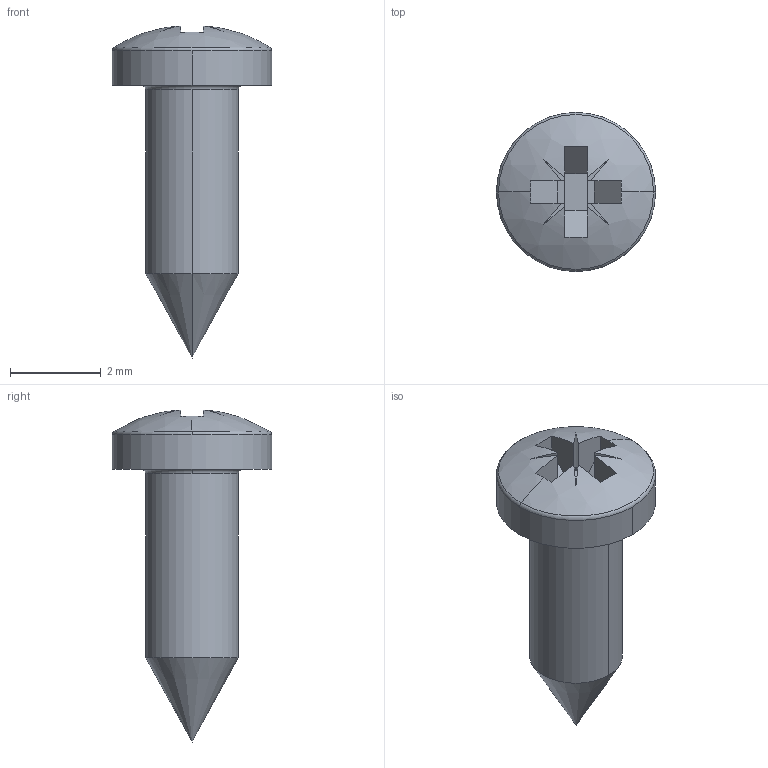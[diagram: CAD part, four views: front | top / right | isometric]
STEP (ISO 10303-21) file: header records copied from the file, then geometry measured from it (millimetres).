
FILE_DESCRIPTION (( 'STEP AP214' ), '1' );
FILE_NAME ('JIS_B1111_M2x6.STEP', '2022-04-22T23:33:31', ( '' ), ( '' ), 'SwSTEP 2.0', 'SolidWorks 2021', '' );
FILE_SCHEMA (( 'AUTOMOTIVE_DESIGN' ));
Length unit declared in the file: millimetre
Products named in the file (1): JIS_B1111_M2x6
Bounding box: 3.5 x 3.5 x 7.3 mm (x, y, z)
Volume: 24.2 mm3; surface area: 69 mm2
Topology: 1 solids, 1 shells, 42 faces, 116 edges, 75 vertices
Faces by surface type: plane 30, cylinder 4, torus 4, cone 2, sphere 2
Entity records: 1372 total; most frequent: DIRECTION 244, CARTESIAN_POINT 232, ORIENTED_EDGE 228, EDGE_CURVE 114, AXIS2_PLACEMENT_3D 87, VERTEX_POINT 75, VECTOR 70, LINE 70
